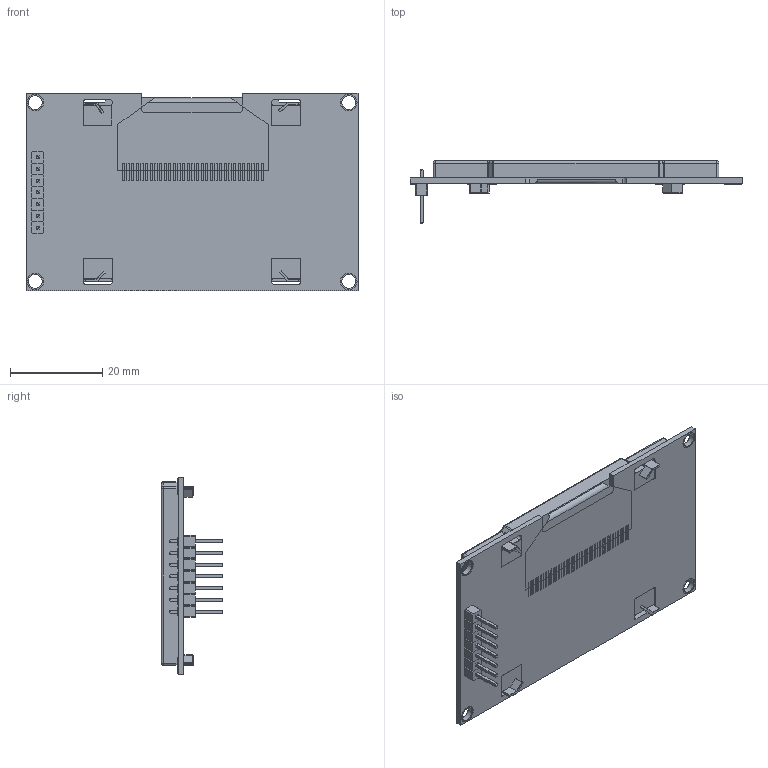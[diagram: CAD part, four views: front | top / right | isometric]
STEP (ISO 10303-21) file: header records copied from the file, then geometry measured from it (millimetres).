
FILE_DESCRIPTION(/* description */ ('','CAx-IF Rec.Pracs.---Representation and Presentation of Product Manufacturing Information (PMI)---4.0---2014-10-13'),/* implementation_level */ '2;1');
FILE_NAME(/* name */ 'OLED_2.42_12864.step',/* time_stamp */ '2024-12-29T04:10:36+03:00',/* author */ (''),/* organization */ (''),/* preprocessor_version */ 'ST-DEVELOPER v20',/* originating_system */ 'Autodesk Translation Framework v13.20.0.188',/* authorisation */ '');
FILE_SCHEMA (('AP242_MANAGED_MODEL_BASED_3D_ENGINEERING_MIM_LF { 1 0 10303 442 1 1 4 }'));
Length unit declared in the file: millimetre
Products named in the file (5): OLED 2.42 12864 v7; pcb; screen; cable; PLS-7 v2
Assembly tree (4 placements, depth 3):
  OLED 2.42 12864 v7
    pcb
      screen
    cable
    PLS-7 v2
Bounding box: 72 x 13.44 x 42.8 mm (x, y, z)
Volume: 11880.8 mm3; surface area: 13501.7 mm2
Topology: 66 solids, 67 shells, 688 faces, 1530 edges, 974 vertices
Faces by surface type: plane 517, cylinder 142, sphere 14, bspline 12, torus 3
Full cylindrical faces by diameter (mm): 0.905 x14, 1.8 x7, 3 x12, 3.6 x8
Entity records: 19062 total; most frequent: CARTESIAN_POINT 3356, DIRECTION 3183, ORIENTED_EDGE 3042, EDGE_CURVE 1526, LINE 1231, VECTOR 1231, AXIS2_PLACEMENT_3D 976, VERTEX_POINT 973
